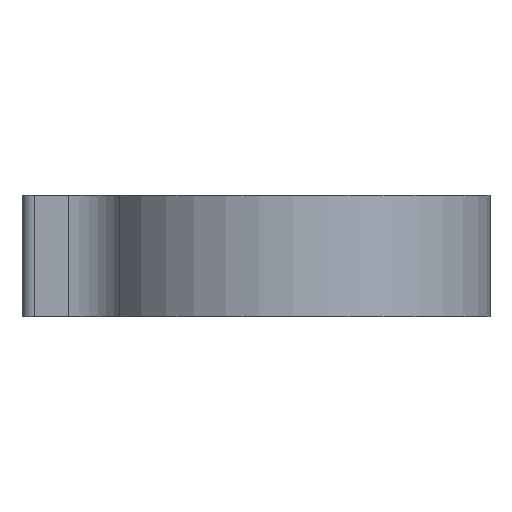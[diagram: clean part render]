
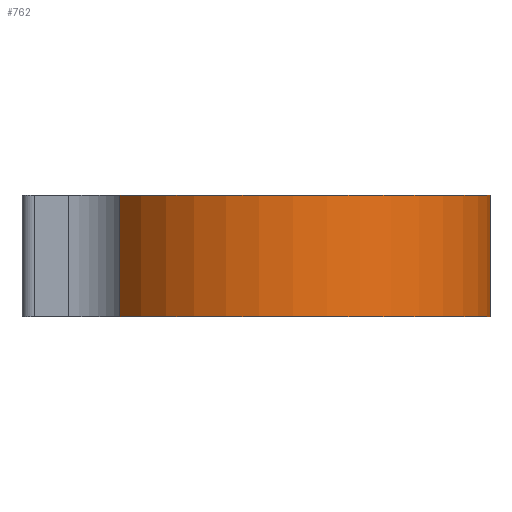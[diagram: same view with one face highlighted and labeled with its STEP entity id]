
A CAD part, front view. The second image highlights one B-rep face of the part: STEP entity #762.
In plain terms, the highlighted cylindrical face has radius 16.5 mm (diameter 33 mm), a partial arc.
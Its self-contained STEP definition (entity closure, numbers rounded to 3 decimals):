
#17=CYLINDRICAL_SURFACE('',#820,16.5);
#41=FACE_OUTER_BOUND('',#85,.T.);
#85=EDGE_LOOP('',(#528,#529,#530,#531));
#129=LINE('',#1139,#209);
#131=LINE('',#1147,#211);
#209=VECTOR('',#916,10.);
#211=VECTOR('',#924,10.);
#289=CIRCLE('',#821,16.5);
#290=CIRCLE('',#822,16.5);
#322=VERTEX_POINT('',#1136);
#323=VERTEX_POINT('',#1138);
#325=VERTEX_POINT('',#1144);
#326=VERTEX_POINT('',#1146);
#401=EDGE_CURVE('',#322,#323,#129,.T.);
#404=EDGE_CURVE('',#322,#325,#289,.T.);
#405=EDGE_CURVE('',#325,#326,#131,.T.);
#406=EDGE_CURVE('',#326,#323,#290,.T.);
#528=ORIENTED_EDGE('',*,*,#401,.F.);
#529=ORIENTED_EDGE('',*,*,#404,.T.);
#530=ORIENTED_EDGE('',*,*,#405,.T.);
#531=ORIENTED_EDGE('',*,*,#406,.T.);
#762=ADVANCED_FACE('',(#41),#17,.T.);
#820=AXIS2_PLACEMENT_3D('',#1143,#920,#921);
#821=AXIS2_PLACEMENT_3D('',#1145,#922,#923);
#822=AXIS2_PLACEMENT_3D('',#1148,#925,#926);
#916=DIRECTION('',(0.,0.,-1.));
#920=DIRECTION('center_axis',(0.,0.,-1.));
#921=DIRECTION('ref_axis',(0.845,0.535,0.));
#922=DIRECTION('center_axis',(0.,0.,-1.));
#923=DIRECTION('ref_axis',(0.845,0.535,0.));
#924=DIRECTION('',(0.,0.,-1.));
#925=DIRECTION('center_axis',(0.,0.,1.));
#926=DIRECTION('ref_axis',(0.845,0.535,0.));
#1136=CARTESIAN_POINT('',(-2.075,16.369,0.));
#1138=CARTESIAN_POINT('',(-2.075,16.369,-10.));
#1139=CARTESIAN_POINT('',(-2.075,16.369,0.));
#1143=CARTESIAN_POINT('Origin',(0.,0.,0.));
#1144=CARTESIAN_POINT('',(-13.941,-8.826,0.));
#1145=CARTESIAN_POINT('Origin',(0.,0.,0.));
#1146=CARTESIAN_POINT('',(-13.941,-8.826,-10.));
#1147=CARTESIAN_POINT('',(-13.941,-8.826,0.));
#1148=CARTESIAN_POINT('Origin',(0.,0.,-10.));
